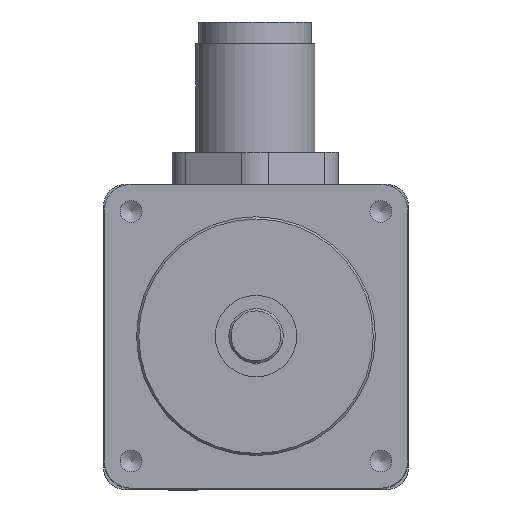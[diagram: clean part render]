
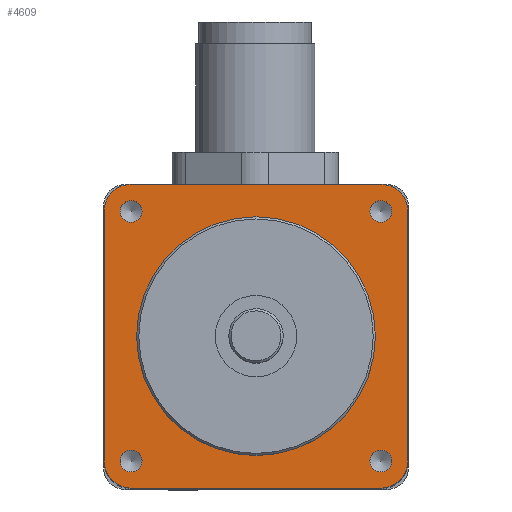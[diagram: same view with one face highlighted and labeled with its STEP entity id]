
A CAD part, top view. The second image highlights one B-rep face of the part: STEP entity #4609.
In plain terms, the highlighted planar face has unit normal (0, 0, 1).
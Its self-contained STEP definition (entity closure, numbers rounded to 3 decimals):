
#4479=CARTESIAN_POINT('',(0.,0.,7.6));
#4480=DIRECTION('',(0.0,0.0,1.0));
#4481=DIRECTION('',(1.0,0.0,0.0));
#4482=AXIS2_PLACEMENT_3D('',#4479,#4480,#4481);
#4483=PLANE('',#4482);
#4484=CARTESIAN_POINT('',(-11.5,14.,7.6));
#4485=VERTEX_POINT('',#4484);
#4486=CARTESIAN_POINT('',(11.5,14.,7.6));
#4487=VERTEX_POINT('',#4486);
#4488=CARTESIAN_POINT('',(-11.5,14.,7.6));
#4489=DIRECTION('',(1.0,0.0,0.0));
#4490=VECTOR('',#4489,23.);
#4491=LINE('',#4488,#4490);
#4492=EDGE_CURVE('',#4485,#4487,#4491,.T.);
#4493=ORIENTED_EDGE('',*,*,#4492,.F.);
#4494=CARTESIAN_POINT('',(-14.,11.5,7.6));
#4495=VERTEX_POINT('',#4494);
#4496=CARTESIAN_POINT('',(-11.5,11.5,7.6));
#4497=DIRECTION('',(0.0,0.0,-1.0));
#4498=DIRECTION('',(0.0,1.0,0.0));
#4499=AXIS2_PLACEMENT_3D('',#4496,#4497,#4498);
#4500=CIRCLE('',#4499,2.5);
#4501=EDGE_CURVE('',#4495,#4485,#4500,.T.);
#4502=ORIENTED_EDGE('',*,*,#4501,.F.);
#4503=CARTESIAN_POINT('',(-14.0,-11.5,7.6));
#4504=VERTEX_POINT('',#4503);
#4505=CARTESIAN_POINT('',(-14.0,-11.5,7.6));
#4506=DIRECTION('',(0.0,1.0,0.0));
#4507=VECTOR('',#4506,23.);
#4508=LINE('',#4505,#4507);
#4509=EDGE_CURVE('',#4504,#4495,#4508,.T.);
#4510=ORIENTED_EDGE('',*,*,#4509,.F.);
#4511=CARTESIAN_POINT('',(-11.5,-14.,7.6));
#4512=VERTEX_POINT('',#4511);
#4513=CARTESIAN_POINT('',(-11.5,-11.5,7.6));
#4514=DIRECTION('',(0.0,0.0,-1.0));
#4515=DIRECTION('',(-1.0,0.0,0.0));
#4516=AXIS2_PLACEMENT_3D('',#4513,#4514,#4515);
#4517=CIRCLE('',#4516,2.5);
#4518=EDGE_CURVE('',#4512,#4504,#4517,.T.);
#4519=ORIENTED_EDGE('',*,*,#4518,.F.);
#4520=CARTESIAN_POINT('',(11.5,-14.,7.6));
#4521=VERTEX_POINT('',#4520);
#4522=CARTESIAN_POINT('',(11.5,-14.,7.6));
#4523=DIRECTION('',(-1.0,0.0,0.0));
#4524=VECTOR('',#4523,23.);
#4525=LINE('',#4522,#4524);
#4526=EDGE_CURVE('',#4521,#4512,#4525,.T.);
#4527=ORIENTED_EDGE('',*,*,#4526,.F.);
#4528=CARTESIAN_POINT('',(14.,-11.5,7.6));
#4529=VERTEX_POINT('',#4528);
#4530=CARTESIAN_POINT('',(11.5,-11.5,7.6));
#4531=DIRECTION('',(0.0,0.0,-1.0));
#4532=DIRECTION('',(0.0,-1.0,0.0));
#4533=AXIS2_PLACEMENT_3D('',#4530,#4531,#4532);
#4534=CIRCLE('',#4533,2.5);
#4535=EDGE_CURVE('',#4529,#4521,#4534,.T.);
#4536=ORIENTED_EDGE('',*,*,#4535,.F.);
#4537=CARTESIAN_POINT('',(14.,11.5,7.6));
#4538=VERTEX_POINT('',#4537);
#4539=CARTESIAN_POINT('',(14.,11.5,7.6));
#4540=DIRECTION('',(0.0,-1.0,0.0));
#4541=VECTOR('',#4540,23.);
#4542=LINE('',#4539,#4541);
#4543=EDGE_CURVE('',#4538,#4529,#4542,.T.);
#4544=ORIENTED_EDGE('',*,*,#4543,.F.);
#4545=CARTESIAN_POINT('',(11.5,11.5,7.6));
#4546=DIRECTION('',(0.0,0.0,-1.0));
#4547=DIRECTION('',(1.0,0.0,0.0));
#4548=AXIS2_PLACEMENT_3D('',#4545,#4546,#4547);
#4549=CIRCLE('',#4548,2.5);
#4550=EDGE_CURVE('',#4487,#4538,#4549,.T.);
#4551=ORIENTED_EDGE('',*,*,#4550,.F.);
#4552=EDGE_LOOP('',(#4493,#4502,#4510,#4519,#4527,#4536,#4544,#4551));
#4553=FACE_OUTER_BOUND('',#4552,.T.);
#4554=CARTESIAN_POINT('',(-12.507,-11.5,7.6));
#4555=VERTEX_POINT('',#4554);
#4556=CARTESIAN_POINT('',(-11.5,-11.5,7.6));
#4557=DIRECTION('',(0.0,0.0,-1.0));
#4558=DIRECTION('',(1.0,0.0,0.0));
#4559=AXIS2_PLACEMENT_3D('',#4556,#4557,#4558);
#4560=CIRCLE('',#4559,1.007);
#4561=EDGE_CURVE('',#4555,#4555,#4560,.T.);
#4562=ORIENTED_EDGE('',*,*,#4561,.T.);
#4563=EDGE_LOOP('',(#4562));
#4564=FACE_BOUND('',#4563,.T.);
#4565=CARTESIAN_POINT('',(10.494,-11.5,7.6));
#4566=VERTEX_POINT('',#4565);
#4567=CARTESIAN_POINT('',(11.5,-11.5,7.6));
#4568=DIRECTION('',(0.0,0.0,-1.0));
#4569=DIRECTION('',(1.0,0.0,0.0));
#4570=AXIS2_PLACEMENT_3D('',#4567,#4568,#4569);
#4571=CIRCLE('',#4570,1.007);
#4572=EDGE_CURVE('',#4566,#4566,#4571,.T.);
#4573=ORIENTED_EDGE('',*,*,#4572,.T.);
#4574=EDGE_LOOP('',(#4573));
#4575=FACE_BOUND('',#4574,.T.);
#4576=CARTESIAN_POINT('',(-12.507,11.5,7.6));
#4577=VERTEX_POINT('',#4576);
#4578=CARTESIAN_POINT('',(-11.5,11.5,7.6));
#4579=DIRECTION('',(0.0,0.0,-1.0));
#4580=DIRECTION('',(1.0,0.0,0.0));
#4581=AXIS2_PLACEMENT_3D('',#4578,#4579,#4580);
#4582=CIRCLE('',#4581,1.007);
#4583=EDGE_CURVE('',#4577,#4577,#4582,.T.);
#4584=ORIENTED_EDGE('',*,*,#4583,.T.);
#4585=EDGE_LOOP('',(#4584));
#4586=FACE_BOUND('',#4585,.T.);
#4587=CARTESIAN_POINT('',(10.494,11.5,7.6));
#4588=VERTEX_POINT('',#4587);
#4589=CARTESIAN_POINT('',(11.5,11.5,7.6));
#4590=DIRECTION('',(0.0,0.0,-1.0));
#4591=DIRECTION('',(1.0,0.0,0.0));
#4592=AXIS2_PLACEMENT_3D('',#4589,#4590,#4591);
#4593=CIRCLE('',#4592,1.007);
#4594=EDGE_CURVE('',#4588,#4588,#4593,.T.);
#4595=ORIENTED_EDGE('',*,*,#4594,.T.);
#4596=EDGE_LOOP('',(#4595));
#4597=FACE_BOUND('',#4596,.T.);
#4598=CARTESIAN_POINT('',(11.0,0.,7.6));
#4599=VERTEX_POINT('',#4598);
#4600=CARTESIAN_POINT('',(0.0,0.0,7.6));
#4601=DIRECTION('',(0.0,0.0,-1.0));
#4602=DIRECTION('',(-1.0,0.0,0.0));
#4603=AXIS2_PLACEMENT_3D('',#4600,#4601,#4602);
#4604=CIRCLE('',#4603,11.0);
#4605=EDGE_CURVE('',#4599,#4599,#4604,.T.);
#4606=ORIENTED_EDGE('',*,*,#4605,.T.);
#4607=EDGE_LOOP('',(#4606));
#4608=FACE_BOUND('',#4607,.T.);
#4609=ADVANCED_FACE('',(#4553,#4564,#4575,#4586,#4597,#4608),#4483,.T.);
